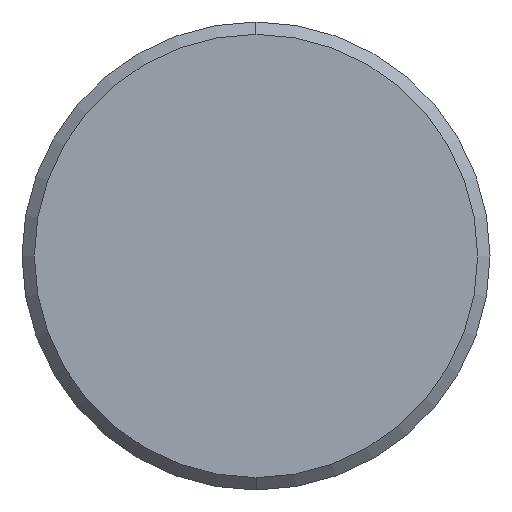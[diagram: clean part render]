
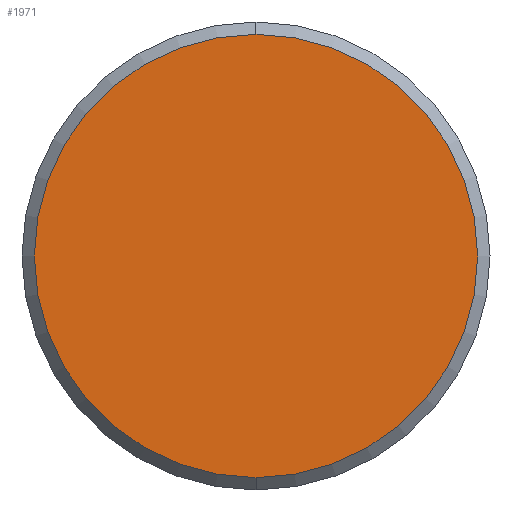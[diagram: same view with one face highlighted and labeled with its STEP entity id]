
A CAD part, left-side view. The second image highlights one B-rep face of the part: STEP entity #1971.
In plain terms, the highlighted planar face has unit normal (-1, 0, 0).
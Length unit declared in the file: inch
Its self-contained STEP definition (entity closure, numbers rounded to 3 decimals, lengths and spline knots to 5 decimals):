
#23 = AXIS2_PLACEMENT_3D ( 'NONE', #1696, #2193, #1222 ) ;
#58 = CARTESIAN_POINT ( 'NONE',  ( -2.25, 0., 0. ) ) ;
#140 = FACE_OUTER_BOUND ( 'NONE', #881, .T. ) ;
#146 = EDGE_CURVE ( 'NONE', #1313, #340, #1473, .T. ) ;
#340 = VERTEX_POINT ( 'NONE', #1833 ) ;
#451 = CARTESIAN_POINT ( 'NONE',  ( -2.25, 0., 0.4505 ) ) ;
#645 = CIRCLE ( 'NONE', #1336, 0.4505 ) ;
#675 = ORIENTED_EDGE ( 'NONE', *, *, #1143, .F. ) ;
#744 = CARTESIAN_POINT ( 'NONE',  ( -2.25, 0., 0. ) ) ;
#848 = PLANE ( 'NONE',  #23 ) ;
#881 = EDGE_LOOP ( 'NONE', ( #675, #1383 ) ) ;
#901 = DIRECTION ( 'NONE',  ( 0., 0., -1. ) ) ;
#1071 = DIRECTION ( 'NONE',  ( 1., 0., 0. ) ) ;
#1143 = EDGE_CURVE ( 'NONE', #340, #1313, #645, .T. ) ;
#1222 = DIRECTION ( 'NONE',  ( 0., 0., 1. ) ) ;
#1281 = AXIS2_PLACEMENT_3D ( 'NONE', #58, #1589, #901 ) ;
#1313 = VERTEX_POINT ( 'NONE', #451 ) ;
#1336 = AXIS2_PLACEMENT_3D ( 'NONE', #744, #1071, #1583 ) ;
#1383 = ORIENTED_EDGE ( 'NONE', *, *, #146, .F. ) ;
#1473 = CIRCLE ( 'NONE', #1281, 0.4505 ) ;
#1583 = DIRECTION ( 'NONE',  ( 0., 0., -1. ) ) ;
#1589 = DIRECTION ( 'NONE',  ( 1., 0., 0. ) ) ;
#1696 = CARTESIAN_POINT ( 'NONE',  ( -2.25, 0.4805, 0. ) ) ;
#1833 = CARTESIAN_POINT ( 'NONE',  ( -2.25, 0., -0.4505 ) ) ;
#1971 = ADVANCED_FACE ( 'NONE', ( #140 ), #848, .T. ) ;
#2193 = DIRECTION ( 'NONE',  ( -1., 0., 0. ) ) ;
